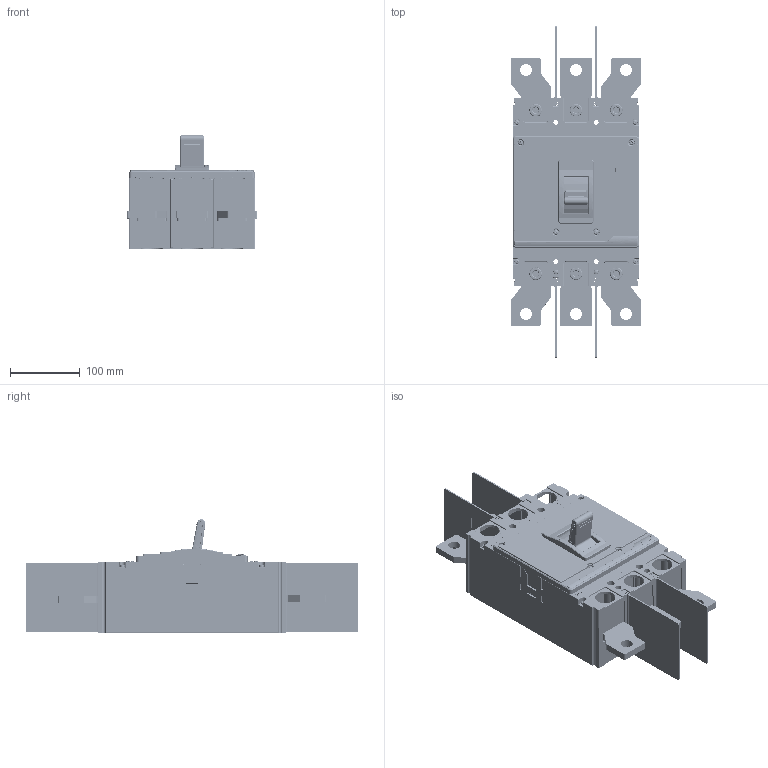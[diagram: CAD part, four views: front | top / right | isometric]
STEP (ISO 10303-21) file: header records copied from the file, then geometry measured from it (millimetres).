
FILE_DESCRIPTION((''),'2;1');
FILE_NAME('NXM-800-3P_ASM','2019-10-21T',('gaozhi'),(''),'PRO/ENGINEER BY PARAMETRIC TECHNOLOGY CORPORATION, 2007090','PRO/ENGINEER BY PARAMETRIC TECHNOLOGY CORPORATION, 2007090','');
FILE_SCHEMA(('CONFIG_CONTROL_DESIGN'));
Products named in the file (196): 8ZTD-742-488-3_1_1; UNNAMED_SOLID_BODY_279408_1_1; UNNAMED_SOLID_BODY_279455_1_1; UNNAMED_SOLID_BODY_279428_1_1; BODY_60_1_1; BODY_71_1_1; BODY_80_1_1; BODY_91_1_1; BODY_102_1_1; BODY_113_1_1; UNNAMED_SOLID_BODY_432490_1_1; BODY_133_1_1; BODY_144_1_1; UNNAMED_SOLID_BODY_279347_1_1; UNNAMED_SOLID_BODY_279366_1_1; UNNAMED_SOLID_BODY_279375_1_1; BODY_186_1_1; BODY_195_1_1; BODY_206_1_1; 8ZTD-742-1293-237_1_1; 8ZTD-742-1292-248_1_1; 8ZTD-742-1293-259_1_1; 8ZTD-742-1292-270_1_1; 8ZTD-742-1292-281_1_1; 8ZTD-742-1293-292_1_1; UNNAMED_SOLID_BODY_46228_1_1; 8ZTD-024-256_1_1; 8ZTD-750-180_1_1; BODY_1049_1_1; BODY_1060_1_1; BODY_1069_1_1; UNNAMED_SOLID_BODY_499591_1_1; UNNAMED_SOLID_BODY_53807_1_1; UNNAMED_SOLID_BODY_66173_1_1; 8ZTD-552-072_SOLID_1-1375_1_1; 8ZTD-552-072_SOLID_1-1386_1_1; BODY_1397_1_1; BODY_1408_1_1; BODY_1419_1_1; BODY_1461_1_1 ...
Assembly tree (204 placements, depth 5):
  NXM-800-3P_ASM
    8003P1_ASM_ASM_1_ASM
      8003P1_ASM_2_ASM_1_ASM
        ASSEMBLY_1_ASM_2_ASM_1_ASM
          8ZTD-742-488-3_1_1  x3
          UNNAMED_SOLID_BODY_279408_1_1
          UNNAMED_SOLID_BODY_279455_1_1
          UNNAMED_SOLID_BODY_279428_1_1
          BODY_60_1_1
          BODY_71_1_1
          BODY_80_1_1
          BODY_91_1_1
          BODY_102_1_1
          BODY_113_1_1
          UNNAMED_SOLID_BODY_432490_1_1
          BODY_133_1_1
          BODY_144_1_1
          UNNAMED_SOLID_BODY_279347_1_1
          UNNAMED_SOLID_BODY_279366_1_1
          UNNAMED_SOLID_BODY_279375_1_1
          BODY_186_1_1
          BODY_195_1_1
          BODY_206_1_1
          8ZTD-742-1293-237_1_1
          8ZTD-742-1292-248_1_1
          8ZTD-742-1293-259_1_1
          8ZTD-742-1292-270_1_1
          8ZTD-742-1292-281_1_1
          8ZTD-742-1293-292_1_1
          UNNAMED_SOLID_BODY_46228_1_1
          8ZTD-024-256_1_1
          8ZTD-750-180_1_1
          BODY_1049_1_1
          BODY_1060_1_1
          BODY_1069_1_1
          UNNAMED_SOLID_BODY_499591_1_1
          UNNAMED_SOLID_BODY_53807_1_1
          UNNAMED_SOLID_BODY_66173_1_1
          8ZTD-552-072_SOLID_1-1375_1_1
          8ZTD-552-072_SOLID_1-1386_1_1
          BODY_1397_1_1
          BODY_1408_1_1
          BODY_1419_1_1
          BODY_1461_1_1
          BODY_1472_1_1
          BODY_1481_1_1
          BODY_1492_1_1
          BODY_1503_1_1
          BODY_1512_1_1
          BODY_1523_1_1
          BODY_1534_1_1
          BODY_1543_1_1
          BODY_1554_1_1
          BODY_1565_1_1
          BODY_1574_1_1
          BODY_1585_1_1
          BODY_1596_1_1
          BODY_1605_1_1
          BODY_1616_1_1
          BODY_1627_1_1
Bounding box: 187 x 477 x 163.32 mm (x, y, z)
Volume: 2233560.7 mm3
Topology: 188 solids, 211 shells, 8546 faces, 22914 edges, 14829 vertices
Faces by surface type: plane 4516, cylinder 2461, torus 597, extrusion 305, cone 287, sphere 233, bspline 146, revolution 1
Entity records: 277247 total; most frequent: CARTESIAN_POINT 63350, DIRECTION 44462, ORIENTED_EDGE 43985, EDGE_CURVE 22046, AXIS2_PLACEMENT_3D 15918, VERTEX_POINT 14438, VECTOR 12625, LINE 12320
